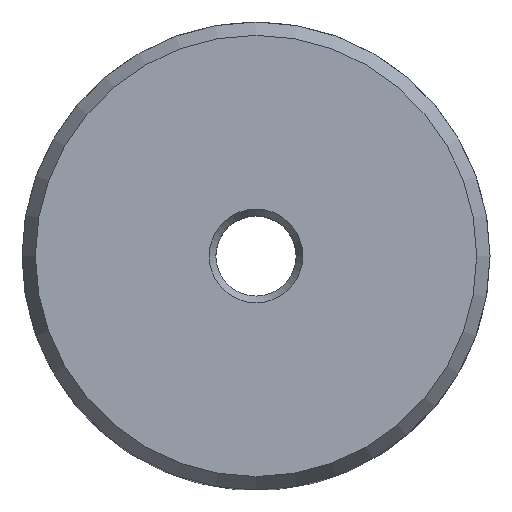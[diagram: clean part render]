
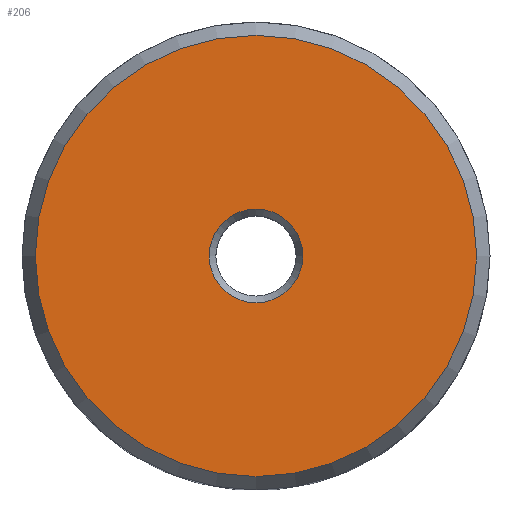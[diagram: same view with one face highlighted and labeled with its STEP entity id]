
A CAD part, top view. The second image highlights one B-rep face of the part: STEP entity #206.
In plain terms, the highlighted planar face has unit normal (0, 0, 1).
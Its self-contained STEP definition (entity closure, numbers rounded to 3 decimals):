
#15=FACE_BOUND('',#41,.T.);
#17=PLANE('',#237);
#28=FACE_OUTER_BOUND('',#40,.T.);
#40=EDGE_LOOP('',(#154));
#41=EDGE_LOOP('',(#155));
#80=CIRCLE('',#231,3.5);
#85=CIRCLE('',#238,16.5);
#95=VERTEX_POINT('',#329);
#100=VERTEX_POINT('',#343);
#114=EDGE_CURVE('',#95,#95,#80,.T.);
#121=EDGE_CURVE('',#100,#100,#85,.T.);
#154=ORIENTED_EDGE('',*,*,#121,.F.);
#155=ORIENTED_EDGE('',*,*,#114,.F.);
#206=ADVANCED_FACE('',(#28,#15),#17,.T.);
#231=AXIS2_PLACEMENT_3D('',#330,#261,#262);
#237=AXIS2_PLACEMENT_3D('',#342,#275,#276);
#238=AXIS2_PLACEMENT_3D('',#344,#277,#278);
#261=DIRECTION('center_axis',(0.,0.,1.));
#262=DIRECTION('ref_axis',(-1.,0.,0.));
#275=DIRECTION('center_axis',(0.,0.,1.));
#276=DIRECTION('ref_axis',(1.,0.,0.));
#277=DIRECTION('center_axis',(0.,0.,-1.));
#278=DIRECTION('ref_axis',(-1.,0.,0.));
#329=CARTESIAN_POINT('',(3.5,0.,25.));
#330=CARTESIAN_POINT('Origin',(0.,0.,25.));
#342=CARTESIAN_POINT('Origin',(0.,0.,25.));
#343=CARTESIAN_POINT('',(16.5,0.,25.));
#344=CARTESIAN_POINT('Origin',(0.,0.,25.));
